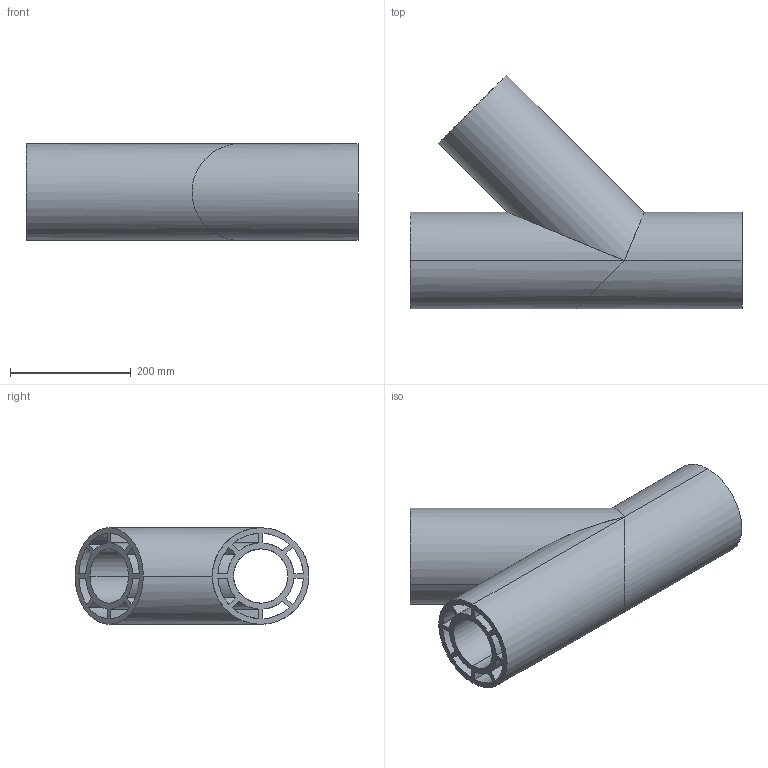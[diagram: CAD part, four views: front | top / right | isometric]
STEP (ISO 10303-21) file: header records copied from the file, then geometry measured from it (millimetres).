
FILE_DESCRIPTION (( 'STEP AP203' ), '1' );
FILE_NAME ('--7874532.STEP', '2015-03-23T14:04:16', ( 'enduser' ), ( '' ), 'SwSTEP 2.0', 'SolidWorks 2014', '' );
FILE_SCHEMA (( 'CONFIG_CONTROL_DESIGN' ));
Length unit declared in the file: inch
Products named in the file (1): --7874532
Bounding box: 550 x 387.61 x 160.02 mm (x, y, z)
Volume: 6670483 mm3; surface area: 1413663 mm2
Topology: 3 solids, 3 shells, 121 faces, 342 edges, 224 vertices
Faces by surface type: cylinder 62, plane 59
Entity records: 4065 total; most frequent: CARTESIAN_POINT 898, ORIENTED_EDGE 684, DIRECTION 578, EDGE_CURVE 342, VERTEX_POINT 224, VECTOR 210, LINE 210, AXIS2_PLACEMENT_3D 184
